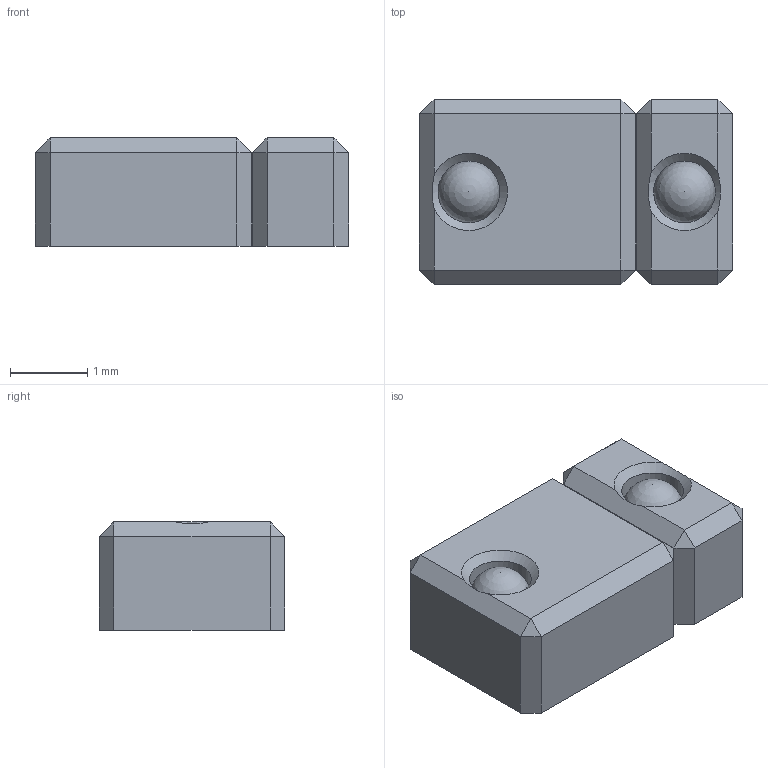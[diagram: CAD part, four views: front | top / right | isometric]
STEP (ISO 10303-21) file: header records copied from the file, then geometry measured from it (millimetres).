
FILE_DESCRIPTION(/* description */ (''),/* implementation_level */ '2;1');
FILE_NAME(/* name */ 'APDS-9960.step',/* time_stamp */ '2022-12-04T12:24:28+08:00',/* author */ (''),/* organization */ (''),/* preprocessor_version */ 'ST-DEVELOPER v19.2',/* originating_system */ 'Autodesk Translation Framework v11.17.0.187',/* authorisation */ '');
FILE_SCHEMA (('AUTOMOTIVE_DESIGN { 1 0 10303 214 3 1 1 }'));
Length unit declared in the file: millimetre
Products named in the file (1): APDS-9960
Bounding box: 4.05 x 2.4 x 1.4 mm (x, y, z)
Volume: 12.8 mm3; surface area: 43.7 mm2
Topology: 3 solids, 3 shells, 47 faces, 109 edges, 64 vertices
Faces by surface type: plane 41, cone 2, cylinder 2, sphere 2
Full cylindrical faces by diameter (mm): 0.8 x2
Entity records: 1292 total; most frequent: CARTESIAN_POINT 225, ORIENTED_EDGE 210, DIRECTION 207, EDGE_CURVE 105, LINE 91, VECTOR 91, VERTEX_POINT 64, AXIS2_PLACEMENT_3D 58
